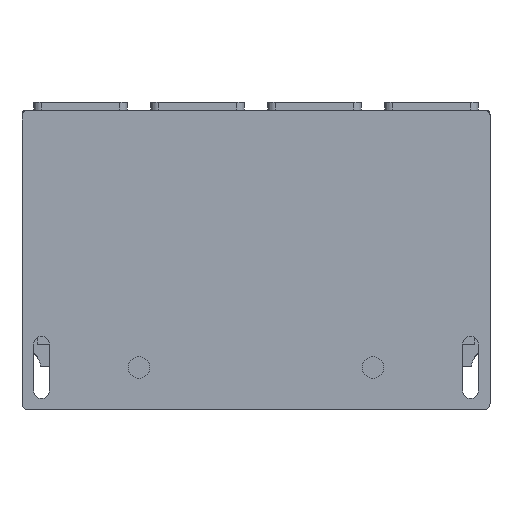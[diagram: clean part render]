
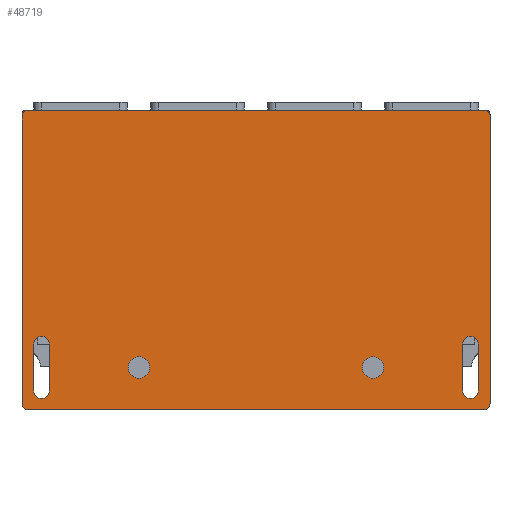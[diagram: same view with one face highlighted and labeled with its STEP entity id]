
A CAD part, front view. The second image highlights one B-rep face of the part: STEP entity #48719.
In plain terms, the highlighted planar face has unit normal (0, -1, 0).
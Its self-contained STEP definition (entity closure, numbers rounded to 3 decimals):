
#47042=DIRECTION('',(1.,0.,0.));
#47043=VECTOR('',#47042,117.);
#47044=CARTESIAN_POINT('',(-43.5,-63.5,-24.8));
#47045=LINE('',#47044,#47043);
#47050=CARTESIAN_POINT('',(70.,-63.5,-8.));
#47051=DIRECTION('',(0.,-1.,0.));
#47052=DIRECTION('',(1.,0.,0.));
#47053=AXIS2_PLACEMENT_3D('',#47050,#47051,#47052);
#47055=DIRECTION('',(0.,0.,-1.));
#47056=VECTOR('',#47055,12.);
#47057=CARTESIAN_POINT('',(68.,-63.5,-8.));
#47058=LINE('',#47057,#47056);
#47059=CARTESIAN_POINT('',(70.,-63.5,-20.));
#47060=DIRECTION('',(0.,-1.,0.));
#47061=DIRECTION('',(-1.,0.,0.));
#47062=AXIS2_PLACEMENT_3D('',#47059,#47060,#47061);
#47064=DIRECTION('',(0.,0.,1.));
#47065=VECTOR('',#47064,12.);
#47066=CARTESIAN_POINT('',(72.,-63.5,-20.));
#47067=LINE('',#47066,#47065);
#47068=CARTESIAN_POINT('',(45.,-63.5,-14.));
#47069=DIRECTION('',(0.,-1.,0.));
#47070=DIRECTION('',(-1.,0.,0.));
#47071=AXIS2_PLACEMENT_3D('',#47068,#47069,#47070);
#47073=CARTESIAN_POINT('',(45.,-63.5,-14.));
#47074=DIRECTION('',(0.,-1.,0.));
#47075=DIRECTION('',(1.,0.,0.));
#47076=AXIS2_PLACEMENT_3D('',#47073,#47074,#47075);
#47078=CARTESIAN_POINT('',(-15.,-63.5,-14.));
#47079=DIRECTION('',(0.,1.,0.));
#47080=DIRECTION('',(1.,0.,0.));
#47081=AXIS2_PLACEMENT_3D('',#47078,#47079,#47080);
#47083=CARTESIAN_POINT('',(-15.,-63.5,-14.));
#47084=DIRECTION('',(0.,1.,0.));
#47085=DIRECTION('',(-1.,0.,0.));
#47086=AXIS2_PLACEMENT_3D('',#47083,#47084,#47085);
#47088=CARTESIAN_POINT('',(-40.,-63.5,-8.));
#47089=DIRECTION('',(0.,1.,0.));
#47090=DIRECTION('',(-1.,0.,0.));
#47091=AXIS2_PLACEMENT_3D('',#47088,#47089,#47090);
#47093=DIRECTION('',(0.,0.,1.));
#47094=VECTOR('',#47093,12.);
#47095=CARTESIAN_POINT('',(-42.,-63.5,-20.));
#47096=LINE('',#47095,#47094);
#47097=CARTESIAN_POINT('',(-40.,-63.5,-20.));
#47098=DIRECTION('',(0.,1.,0.));
#47099=DIRECTION('',(1.,0.,0.));
#47100=AXIS2_PLACEMENT_3D('',#47097,#47098,#47099);
#47102=DIRECTION('',(0.,0.,-1.));
#47103=VECTOR('',#47102,12.);
#47104=CARTESIAN_POINT('',(-38.,-63.5,-8.));
#47105=LINE('',#47104,#47103);
#47106=DIRECTION('',(0.,0.,-1.));
#47107=VECTOR('',#47106,73.8);
#47108=CARTESIAN_POINT('',(75.,-63.5,50.5));
#47109=LINE('',#47108,#47107);
#47110=DIRECTION('',(0.,0.,-1.));
#47111=VECTOR('',#47110,73.8);
#47112=CARTESIAN_POINT('',(-45.,-63.5,50.5));
#47113=LINE('',#47112,#47111);
#47166=DIRECTION('',(-1.,0.,0.));
#47167=VECTOR('',#47166,117.);
#47168=CARTESIAN_POINT('',(73.5,-63.5,52.));
#47169=LINE('',#47168,#47167);
#47183=CARTESIAN_POINT('',(73.5,-63.5,50.5));
#47184=DIRECTION('',(0.,1.,0.));
#47185=DIRECTION('',(0.,0.,1.));
#47186=AXIS2_PLACEMENT_3D('',#47183,#47184,#47185);
#47201=CARTESIAN_POINT('',(73.5,-63.5,-23.3));
#47202=DIRECTION('',(0.,1.,0.));
#47203=DIRECTION('',(1.,0.,0.));
#47204=AXIS2_PLACEMENT_3D('',#47201,#47202,#47203);
#47210=CARTESIAN_POINT('',(-43.5,-63.5,50.5));
#47211=DIRECTION('',(0.,-1.,0.));
#47212=DIRECTION('',(0.,0.,1.));
#47213=AXIS2_PLACEMENT_3D('',#47210,#47211,#47212);
#47228=CARTESIAN_POINT('',(-43.5,-63.5,-23.3));
#47229=DIRECTION('',(0.,-1.,0.));
#47230=DIRECTION('',(-1.,0.,0.));
#47231=AXIS2_PLACEMENT_3D('',#47228,#47229,#47230);
#47918=CARTESIAN_POINT('',(-12.25,-63.5,-14.));
#47919=CARTESIAN_POINT('',(-17.75,-63.5,-14.));
#47920=VERTEX_POINT('',#47918);
#47921=VERTEX_POINT('',#47919);
#47922=CARTESIAN_POINT('',(-42.,-63.5,-8.));
#47923=CARTESIAN_POINT('',(-38.,-63.5,-8.));
#47924=VERTEX_POINT('',#47922);
#47925=VERTEX_POINT('',#47923);
#47926=CARTESIAN_POINT('',(-38.,-63.5,-20.));
#47927=VERTEX_POINT('',#47926);
#47928=CARTESIAN_POINT('',(-42.,-63.5,-20.));
#47929=VERTEX_POINT('',#47928);
#47946=CARTESIAN_POINT('',(-43.5,-63.5,52.));
#47948=VERTEX_POINT('',#47946);
#47950=CARTESIAN_POINT('',(-45.,-63.5,50.5));
#47951=VERTEX_POINT('',#47950);
#47954=CARTESIAN_POINT('',(-45.,-63.5,-23.3));
#47956=VERTEX_POINT('',#47954);
#47958=CARTESIAN_POINT('',(-43.5,-63.5,-24.8));
#47959=VERTEX_POINT('',#47958);
#48030=CARTESIAN_POINT('',(42.25,-63.5,-14.));
#48031=CARTESIAN_POINT('',(47.75,-63.5,-14.));
#48032=VERTEX_POINT('',#48030);
#48033=VERTEX_POINT('',#48031);
#48034=CARTESIAN_POINT('',(72.,-63.5,-8.));
#48035=CARTESIAN_POINT('',(68.,-63.5,-8.));
#48036=VERTEX_POINT('',#48034);
#48037=VERTEX_POINT('',#48035);
#48038=CARTESIAN_POINT('',(68.,-63.5,-20.));
#48039=VERTEX_POINT('',#48038);
#48040=CARTESIAN_POINT('',(72.,-63.5,-20.));
#48041=VERTEX_POINT('',#48040);
#48042=CARTESIAN_POINT('',(73.5,-63.5,52.));
#48044=VERTEX_POINT('',#48042);
#48046=CARTESIAN_POINT('',(75.,-63.5,50.5));
#48047=VERTEX_POINT('',#48046);
#48050=CARTESIAN_POINT('',(75.,-63.5,-23.3));
#48052=VERTEX_POINT('',#48050);
#48054=CARTESIAN_POINT('',(73.5,-63.5,-24.8));
#48055=VERTEX_POINT('',#48054);
#48665=CARTESIAN_POINT('',(41.,-63.5,-55.2));
#48666=DIRECTION('',(0.,-1.,0.));
#48667=DIRECTION('',(1.,0.,0.));
#48668=AXIS2_PLACEMENT_3D('',#48665,#48666,#48667);
#48669=PLANE('',#48668);
#48671=ORIENTED_EDGE('',*,*,#48670,.F.);
#48673=ORIENTED_EDGE('',*,*,#48672,.T.);
#48675=ORIENTED_EDGE('',*,*,#48674,.T.);
#48677=ORIENTED_EDGE('',*,*,#48676,.T.);
#48678=ORIENTED_EDGE('',*,*,#48655,.F.);
#48680=ORIENTED_EDGE('',*,*,#48679,.F.);
#48682=ORIENTED_EDGE('',*,*,#48681,.F.);
#48684=ORIENTED_EDGE('',*,*,#48683,.F.);
#48685=EDGE_LOOP('',(#48671,#48673,#48675,#48677,#48678,#48680,#48682,#48684));
#48686=FACE_OUTER_BOUND('',#48685,.F.);
#48688=ORIENTED_EDGE('',*,*,#48687,.T.);
#48690=ORIENTED_EDGE('',*,*,#48689,.T.);
#48691=EDGE_LOOP('',(#48688,#48690));
#48692=FACE_BOUND('',#48691,.F.);
#48694=ORIENTED_EDGE('',*,*,#48693,.F.);
#48696=ORIENTED_EDGE('',*,*,#48695,.F.);
#48697=EDGE_LOOP('',(#48694,#48696));
#48698=FACE_BOUND('',#48697,.F.);
#48700=ORIENTED_EDGE('',*,*,#48699,.F.);
#48702=ORIENTED_EDGE('',*,*,#48701,.F.);
#48704=ORIENTED_EDGE('',*,*,#48703,.F.);
#48706=ORIENTED_EDGE('',*,*,#48705,.F.);
#48707=EDGE_LOOP('',(#48700,#48702,#48704,#48706));
#48708=FACE_BOUND('',#48707,.F.);
#48710=ORIENTED_EDGE('',*,*,#48709,.T.);
#48712=ORIENTED_EDGE('',*,*,#48711,.T.);
#48714=ORIENTED_EDGE('',*,*,#48713,.T.);
#48716=ORIENTED_EDGE('',*,*,#48715,.T.);
#48717=EDGE_LOOP('',(#48710,#48712,#48714,#48716));
#48718=FACE_BOUND('',#48717,.F.);
#48719=ADVANCED_FACE('',(#48686,#48692,#48698,#48708,#48718),#48669,.T.);
#47054=CIRCLE('',#47053,2.);
#47063=CIRCLE('',#47062,2.);
#47072=CIRCLE('',#47071,2.75);
#47077=CIRCLE('',#47076,2.75);
#47082=CIRCLE('',#47081,2.75);
#47087=CIRCLE('',#47086,2.75);
#47092=CIRCLE('',#47091,2.);
#47101=CIRCLE('',#47100,2.);
#47187=CIRCLE('',#47186,1.5);
#47205=CIRCLE('',#47204,1.5);
#47214=CIRCLE('',#47213,1.5);
#47232=CIRCLE('',#47231,1.5);
#48655=EDGE_CURVE('',#47959,#48055,#47045,.T.);
#48670=EDGE_CURVE('',#48044,#47948,#47169,.T.);
#48672=EDGE_CURVE('',#48044,#48047,#47187,.T.);
#48674=EDGE_CURVE('',#48047,#48052,#47109,.T.);
#48676=EDGE_CURVE('',#48052,#48055,#47205,.T.);
#48679=EDGE_CURVE('',#47956,#47959,#47232,.T.);
#48681=EDGE_CURVE('',#47951,#47956,#47113,.T.);
#48683=EDGE_CURVE('',#47948,#47951,#47214,.T.);
#48687=EDGE_CURVE('',#48032,#48033,#47072,.T.);
#48689=EDGE_CURVE('',#48033,#48032,#47077,.T.);
#48693=EDGE_CURVE('',#47920,#47921,#47082,.T.);
#48695=EDGE_CURVE('',#47921,#47920,#47087,.T.);
#48699=EDGE_CURVE('',#47924,#47925,#47092,.T.);
#48701=EDGE_CURVE('',#47929,#47924,#47096,.T.);
#48703=EDGE_CURVE('',#47927,#47929,#47101,.T.);
#48705=EDGE_CURVE('',#47925,#47927,#47105,.T.);
#48709=EDGE_CURVE('',#48036,#48037,#47054,.T.);
#48711=EDGE_CURVE('',#48037,#48039,#47058,.T.);
#48713=EDGE_CURVE('',#48039,#48041,#47063,.T.);
#48715=EDGE_CURVE('',#48041,#48036,#47067,.T.);
